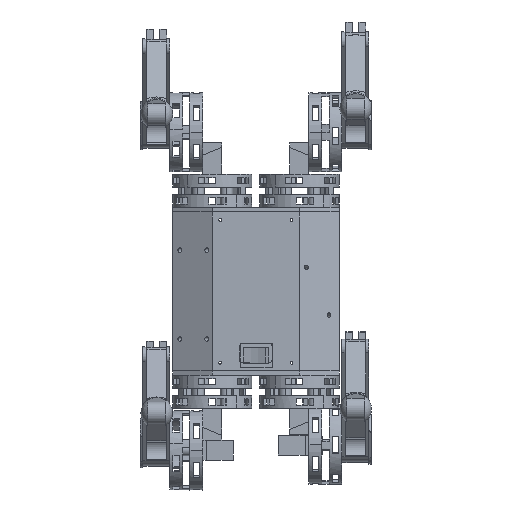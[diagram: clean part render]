
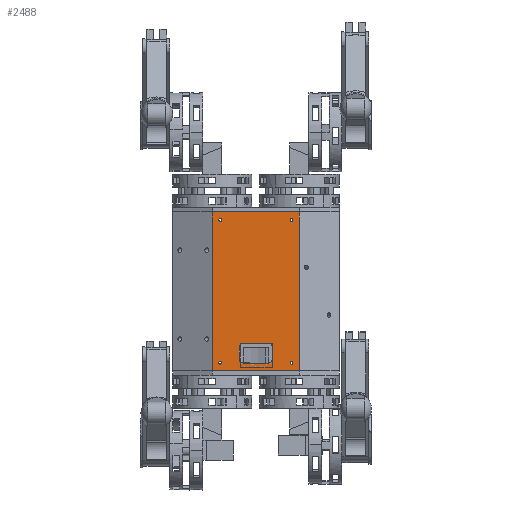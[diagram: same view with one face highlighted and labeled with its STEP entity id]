
A CAD part, front view. The second image highlights one B-rep face of the part: STEP entity #2488.
In plain terms, the highlighted planar face has unit normal (0, -1, 0).
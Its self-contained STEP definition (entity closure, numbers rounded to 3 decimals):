
#22=DIRECTION('',(1.,0.,0.));
#23=VECTOR('',#22,55.);
#24=CARTESIAN_POINT('',(-27.5,-25.,0.));
#25=LINE('',#24,#23);
#122=DIRECTION('',(1.,0.,0.));
#123=VECTOR('',#122,55.);
#124=CARTESIAN_POINT('',(-27.5,-25.,100.));
#125=LINE('',#124,#123);
#750=DIRECTION('',(0.,0.,1.));
#751=VECTOR('',#750,100.);
#752=CARTESIAN_POINT('',(-27.5,-25.,0.));
#753=LINE('',#752,#751);
#754=CARTESIAN_POINT('',(-22.5,-25.,95.));
#755=DIRECTION('',(0.,-1.,0.));
#756=DIRECTION('',(1.,0.,0.));
#757=AXIS2_PLACEMENT_3D('',#754,#755,#756);
#759=CARTESIAN_POINT('',(-22.5,-25.,95.));
#760=DIRECTION('',(0.,-1.,0.));
#761=DIRECTION('',(-1.,0.,0.));
#762=AXIS2_PLACEMENT_3D('',#759,#760,#761);
#764=CARTESIAN_POINT('',(22.5,-25.,95.));
#765=DIRECTION('',(0.,-1.,0.));
#766=DIRECTION('',(1.,0.,0.));
#767=AXIS2_PLACEMENT_3D('',#764,#765,#766);
#769=CARTESIAN_POINT('',(22.5,-25.,95.));
#770=DIRECTION('',(0.,-1.,0.));
#771=DIRECTION('',(-1.,0.,0.));
#772=AXIS2_PLACEMENT_3D('',#769,#770,#771);
#774=CARTESIAN_POINT('',(-22.5,-25.,5.));
#775=DIRECTION('',(0.,-1.,0.));
#776=DIRECTION('',(1.,0.,0.));
#777=AXIS2_PLACEMENT_3D('',#774,#775,#776);
#779=CARTESIAN_POINT('',(-22.5,-25.,5.));
#780=DIRECTION('',(0.,-1.,0.));
#781=DIRECTION('',(-1.,0.,0.));
#782=AXIS2_PLACEMENT_3D('',#779,#780,#781);
#784=CARTESIAN_POINT('',(22.5,-25.,5.));
#785=DIRECTION('',(0.,-1.,0.));
#786=DIRECTION('',(1.,0.,0.));
#787=AXIS2_PLACEMENT_3D('',#784,#785,#786);
#789=CARTESIAN_POINT('',(22.5,-25.,5.));
#790=DIRECTION('',(0.,-1.,0.));
#791=DIRECTION('',(-1.,0.,0.));
#792=AXIS2_PLACEMENT_3D('',#789,#790,#791);
#794=DIRECTION('',(0.,0.,-1.));
#795=VECTOR('',#794,8.1);
#796=CARTESIAN_POINT('',(10.3,-25.,15.1));
#797=LINE('',#796,#795);
#798=DIRECTION('',(1.,0.,0.));
#799=VECTOR('',#798,16.6);
#800=CARTESIAN_POINT('',(-8.3,-25.,17.1));
#801=LINE('',#800,#799);
#802=DIRECTION('',(0.,0.,1.));
#803=VECTOR('',#802,8.1);
#804=CARTESIAN_POINT('',(-10.3,-25.,7.));
#805=LINE('',#804,#803);
#806=DIRECTION('',(-1.,0.,0.));
#807=VECTOR('',#806,16.6);
#808=CARTESIAN_POINT('',(8.3,-25.,5.));
#809=LINE('',#808,#807);
#810=DIRECTION('',(0.,0.,1.));
#811=VECTOR('',#810,100.);
#812=CARTESIAN_POINT('',(27.5,-25.,0.));
#813=LINE('',#812,#811);
#959=CARTESIAN_POINT('',(8.3,-25.,7.));
#960=DIRECTION('',(0.,1.,0.));
#961=DIRECTION('',(1.,0.,0.));
#962=AXIS2_PLACEMENT_3D('',#959,#960,#961);
#977=CARTESIAN_POINT('',(-8.3,-25.,7.));
#978=DIRECTION('',(0.,1.,0.));
#979=DIRECTION('',(0.,0.,-1.));
#980=AXIS2_PLACEMENT_3D('',#977,#978,#979);
#995=CARTESIAN_POINT('',(-8.3,-25.,15.1));
#996=DIRECTION('',(0.,1.,0.));
#997=DIRECTION('',(-1.,0.,0.));
#998=AXIS2_PLACEMENT_3D('',#995,#996,#997);
#1013=CARTESIAN_POINT('',(8.3,-25.,15.1));
#1014=DIRECTION('',(0.,1.,0.));
#1015=DIRECTION('',(0.,0.,1.));
#1016=AXIS2_PLACEMENT_3D('',#1013,#1014,#1015);
#1195=CARTESIAN_POINT('',(-27.5,-25.,0.));
#1197=VERTEX_POINT('',#1195);
#1198=CARTESIAN_POINT('',(27.5,-25.,0.));
#1199=VERTEX_POINT('',#1198);
#1203=CARTESIAN_POINT('',(-27.5,-25.,100.));
#1205=VERTEX_POINT('',#1203);
#1206=CARTESIAN_POINT('',(27.5,-25.,100.));
#1207=VERTEX_POINT('',#1206);
#1234=CARTESIAN_POINT('',(-21.6,-25.,95.));
#1235=CARTESIAN_POINT('',(-23.4,-25.,95.));
#1236=VERTEX_POINT('',#1234);
#1237=VERTEX_POINT('',#1235);
#1238=CARTESIAN_POINT('',(23.4,-25.,95.));
#1239=CARTESIAN_POINT('',(21.6,-25.,95.));
#1240=VERTEX_POINT('',#1238);
#1241=VERTEX_POINT('',#1239);
#1242=CARTESIAN_POINT('',(-21.6,-25.,5.));
#1243=CARTESIAN_POINT('',(-23.4,-25.,5.));
#1244=VERTEX_POINT('',#1242);
#1245=VERTEX_POINT('',#1243);
#1246=CARTESIAN_POINT('',(23.4,-25.,5.));
#1247=CARTESIAN_POINT('',(21.6,-25.,5.));
#1248=VERTEX_POINT('',#1246);
#1249=VERTEX_POINT('',#1247);
#1339=CARTESIAN_POINT('',(8.3,-25.,5.));
#1341=VERTEX_POINT('',#1339);
#1343=CARTESIAN_POINT('',(10.3,-25.,7.));
#1345=VERTEX_POINT('',#1343);
#1347=CARTESIAN_POINT('',(10.3,-25.,15.1));
#1349=VERTEX_POINT('',#1347);
#1351=CARTESIAN_POINT('',(8.3,-25.,17.1));
#1353=VERTEX_POINT('',#1351);
#1355=CARTESIAN_POINT('',(-10.3,-25.,7.));
#1357=VERTEX_POINT('',#1355);
#1359=CARTESIAN_POINT('',(-8.3,-25.,5.));
#1361=VERTEX_POINT('',#1359);
#1363=CARTESIAN_POINT('',(-8.3,-25.,17.1));
#1365=VERTEX_POINT('',#1363);
#1367=CARTESIAN_POINT('',(-10.3,-25.,15.1));
#1369=VERTEX_POINT('',#1367);
#2434=CARTESIAN_POINT('',(-27.5,-25.,0.));
#2435=DIRECTION('',(0.,-1.,0.));
#2436=DIRECTION('',(1.,0.,0.));
#2437=AXIS2_PLACEMENT_3D('',#2434,#2435,#2436);
#2438=PLANE('',#2437);
#2439=ORIENTED_EDGE('',*,*,#1583,.F.);
#2440=ORIENTED_EDGE('',*,*,#2395,.T.);
#2441=ORIENTED_EDGE('',*,*,#1676,.T.);
#2443=ORIENTED_EDGE('',*,*,#2442,.F.);
#2444=EDGE_LOOP('',(#2439,#2440,#2441,#2443));
#2445=FACE_OUTER_BOUND('',#2444,.F.);
#2447=ORIENTED_EDGE('',*,*,#2446,.T.);
#2449=ORIENTED_EDGE('',*,*,#2448,.T.);
#2450=EDGE_LOOP('',(#2447,#2449));
#2451=FACE_BOUND('',#2450,.F.);
#2453=ORIENTED_EDGE('',*,*,#2452,.T.);
#2455=ORIENTED_EDGE('',*,*,#2454,.T.);
#2456=EDGE_LOOP('',(#2453,#2455));
#2457=FACE_BOUND('',#2456,.F.);
#2459=ORIENTED_EDGE('',*,*,#2458,.T.);
#2461=ORIENTED_EDGE('',*,*,#2460,.T.);
#2462=EDGE_LOOP('',(#2459,#2461));
#2463=FACE_BOUND('',#2462,.F.);
#2465=ORIENTED_EDGE('',*,*,#2464,.T.);
#2467=ORIENTED_EDGE('',*,*,#2466,.T.);
#2468=EDGE_LOOP('',(#2465,#2467));
#2469=FACE_BOUND('',#2468,.F.);
#2471=ORIENTED_EDGE('',*,*,#2470,.F.);
#2473=ORIENTED_EDGE('',*,*,#2472,.F.);
#2475=ORIENTED_EDGE('',*,*,#2474,.F.);
#2477=ORIENTED_EDGE('',*,*,#2476,.F.);
#2479=ORIENTED_EDGE('',*,*,#2478,.F.);
#2481=ORIENTED_EDGE('',*,*,#2480,.F.);
#2483=ORIENTED_EDGE('',*,*,#2482,.F.);
#2485=ORIENTED_EDGE('',*,*,#2484,.F.);
#2486=EDGE_LOOP('',(#2471,#2473,#2475,#2477,#2479,#2481,#2483,#2485));
#2487=FACE_BOUND('',#2486,.F.);
#758=CIRCLE('',#757,0.9);
#763=CIRCLE('',#762,0.9);
#768=CIRCLE('',#767,0.9);
#773=CIRCLE('',#772,0.9);
#778=CIRCLE('',#777,0.9);
#783=CIRCLE('',#782,0.9);
#788=CIRCLE('',#787,0.9);
#793=CIRCLE('',#792,0.9);
#963=CIRCLE('',#962,2.);
#981=CIRCLE('',#980,2.);
#999=CIRCLE('',#998,2.);
#1017=CIRCLE('',#1016,2.);
#1583=EDGE_CURVE('',#1197,#1199,#25,.T.);
#1676=EDGE_CURVE('',#1205,#1207,#125,.T.);
#2395=EDGE_CURVE('',#1197,#1205,#753,.T.);
#2442=EDGE_CURVE('',#1199,#1207,#813,.T.);
#2446=EDGE_CURVE('',#1236,#1237,#758,.T.);
#2448=EDGE_CURVE('',#1237,#1236,#763,.T.);
#2452=EDGE_CURVE('',#1240,#1241,#768,.T.);
#2454=EDGE_CURVE('',#1241,#1240,#773,.T.);
#2458=EDGE_CURVE('',#1244,#1245,#778,.T.);
#2460=EDGE_CURVE('',#1245,#1244,#783,.T.);
#2464=EDGE_CURVE('',#1248,#1249,#788,.T.);
#2466=EDGE_CURVE('',#1249,#1248,#793,.T.);
#2470=EDGE_CURVE('',#1349,#1345,#797,.T.);
#2472=EDGE_CURVE('',#1353,#1349,#1017,.T.);
#2474=EDGE_CURVE('',#1365,#1353,#801,.T.);
#2476=EDGE_CURVE('',#1369,#1365,#999,.T.);
#2478=EDGE_CURVE('',#1357,#1369,#805,.T.);
#2480=EDGE_CURVE('',#1361,#1357,#981,.T.);
#2482=EDGE_CURVE('',#1341,#1361,#809,.T.);
#2484=EDGE_CURVE('',#1345,#1341,#963,.T.);
#2488=ADVANCED_FACE('',(#2445,#2451,#2457,#2463,#2469,#2487),#2438,.T.);
